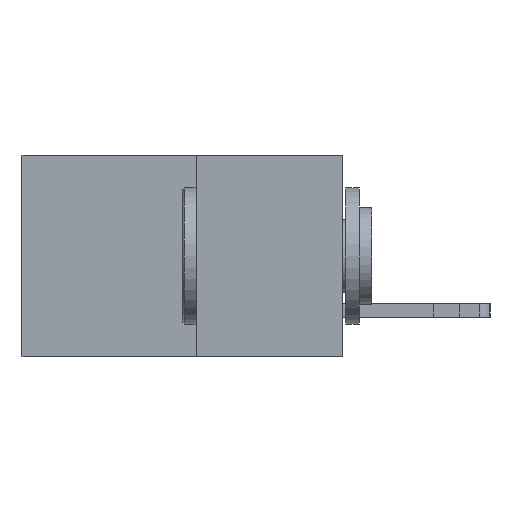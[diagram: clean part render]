
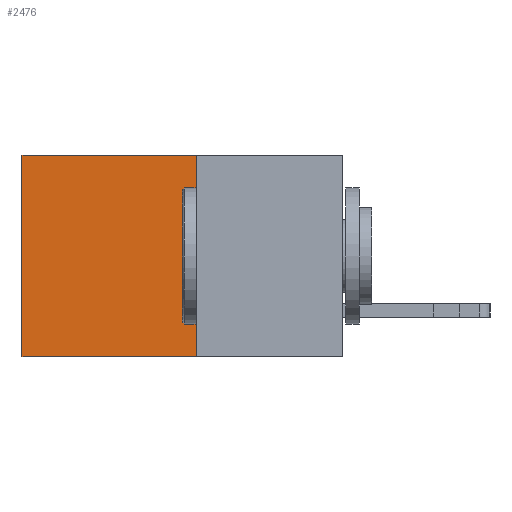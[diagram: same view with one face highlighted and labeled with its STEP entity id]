
A CAD part, left-side view. The second image highlights one B-rep face of the part: STEP entity #2476.
In plain terms, the highlighted planar face has unit normal (-1, 0, 0).
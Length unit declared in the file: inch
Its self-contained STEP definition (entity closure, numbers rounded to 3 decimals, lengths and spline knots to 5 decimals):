
#57 = VERTEX_POINT ( 'NONE', #13546 ) ;
#522 = LINE ( 'NONE', #11655, #7233 ) ;
#797 = EDGE_CURVE ( 'NONE', #2941, #3605, #13791, .T. ) ;
#2110 = DIRECTION ( 'NONE',  ( 0., 0., -1. ) ) ;
#2366 = DIRECTION ( 'NONE',  ( 0., 0., -1. ) ) ;
#2476 = ADVANCED_FACE ( 'NONE', ( #7578 ), #6047, .F. ) ;
#2616 = CARTESIAN_POINT ( 'NONE',  ( 0.277, 0.59, -0.37 ) ) ;
#2941 = VERTEX_POINT ( 'NONE', #10633 ) ;
#3030 = ORIENTED_EDGE ( 'NONE', *, *, #8502, .T. ) ;
#3448 = DIRECTION ( 'NONE',  ( 1., 0., 0. ) ) ;
#3605 = VERTEX_POINT ( 'NONE', #13430 ) ;
#3699 = EDGE_CURVE ( 'NONE', #2941, #57, #522, .T. ) ;
#5361 = DIRECTION ( 'NONE',  ( 0., 1., 0. ) ) ;
#5389 = CARTESIAN_POINT ( 'NONE',  ( 0.277, 0.27, -0.37 ) ) ;
#5449 = CARTESIAN_POINT ( 'NONE',  ( 0.277, 0.27, -0.37 ) ) ;
#5890 = LINE ( 'NONE', #5389, #12219 ) ;
#6047 = PLANE ( 'NONE',  #9120 ) ;
#6124 = ORIENTED_EDGE ( 'NONE', *, *, #797, .F. ) ;
#7233 = VECTOR ( 'NONE', #11643, 39.37008 ) ;
#7578 = FACE_OUTER_BOUND ( 'NONE', #8942, .T. ) ;
#7803 = EDGE_CURVE ( 'NONE', #3605, #9633, #5890, .T. ) ;
#7837 = VECTOR ( 'NONE', #2110, 39.37008 ) ;
#8502 = EDGE_CURVE ( 'NONE', #57, #9633, #11228, .T. ) ;
#8553 = CARTESIAN_POINT ( 'NONE',  ( 0.277, 0.59, -0.37 ) ) ;
#8942 = EDGE_LOOP ( 'NONE', ( #3030, #9675, #6124, #13845 ) ) ;
#9120 = AXIS2_PLACEMENT_3D ( 'NONE', #5449, #3448, #2366 ) ;
#9633 = VERTEX_POINT ( 'NONE', #8553 ) ;
#9675 = ORIENTED_EDGE ( 'NONE', *, *, #7803, .F. ) ;
#10628 = VECTOR ( 'NONE', #12540, 39.37008 ) ;
#10633 = CARTESIAN_POINT ( 'NONE',  ( 0.277, 0.27, 0. ) ) ;
#11228 = LINE ( 'NONE', #2616, #7837 ) ;
#11643 = DIRECTION ( 'NONE',  ( 0., 1., 0. ) ) ;
#11655 = CARTESIAN_POINT ( 'NONE',  ( 0.277, 0.27, 0. ) ) ;
#12219 = VECTOR ( 'NONE', #5361, 39.37008 ) ;
#12413 = CARTESIAN_POINT ( 'NONE',  ( 0.277, 0.27, -0.37 ) ) ;
#12540 = DIRECTION ( 'NONE',  ( 0., 0., -1. ) ) ;
#13430 = CARTESIAN_POINT ( 'NONE',  ( 0.277, 0.27, -0.37 ) ) ;
#13546 = CARTESIAN_POINT ( 'NONE',  ( 0.277, 0.59, 0. ) ) ;
#13791 = LINE ( 'NONE', #12413, #10628 ) ;
#13845 = ORIENTED_EDGE ( 'NONE', *, *, #3699, .T. ) ;
